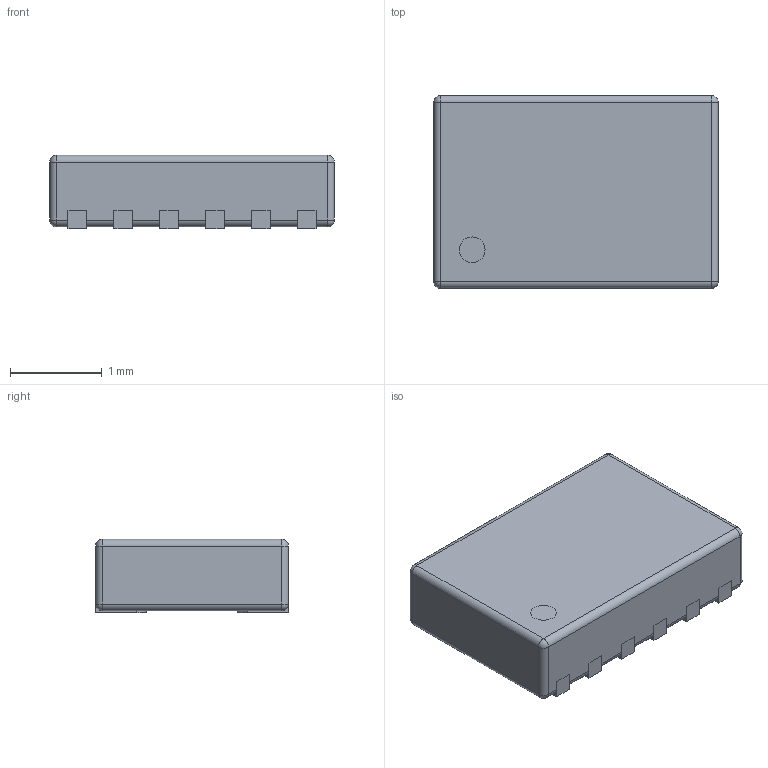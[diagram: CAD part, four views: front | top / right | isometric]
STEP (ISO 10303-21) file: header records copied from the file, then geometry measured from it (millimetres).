
FILE_DESCRIPTION(('STEP AP214'), '1');
FILE_NAME('MO-229', '2019-06-02T20:54:07', ('Nobody'), (''), 'ASCON STEP Converter 1.3', 'ASCON Math Kernel', '');
FILE_SCHEMA(('AUTOMOTIVE_DESIGN { 1 0 10303 214 3 1 1}'));
Length unit declared in the file: millimetre
Assembly tree (6 placements, depth 2):
  (unnamed)
    (unnamed)
    (unnamed)  x5
Bounding box: 3.1 x 2.1 x 0.8 mm (x, y, z)
Volume: 5.1 mm3; surface area: 28.5 mm2
Topology: 13 solids, 13 shells, 161 faces, 435 edges, 305 vertices
Faces by surface type: plane 105, cylinder 48, sphere 8
Entity records: 4893 total; most frequent: DIRECTION 652, CARTESIAN_POINT 632, ORIENTED_EDGE 566, EDGE_CURVE 283, LINE 250, VECTOR 250, AXIS2_PLACEMENT_3D 201, VERTEX_POINT 181
